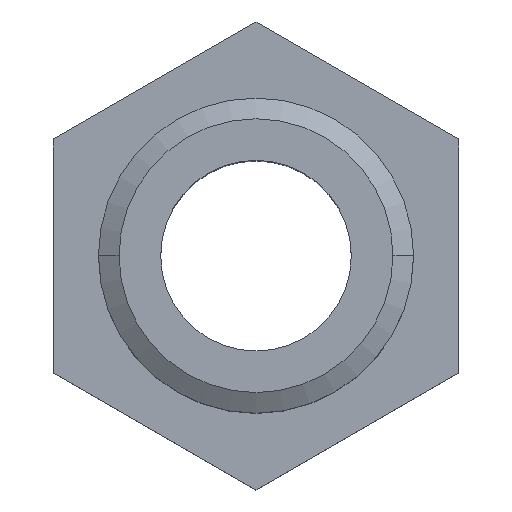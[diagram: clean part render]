
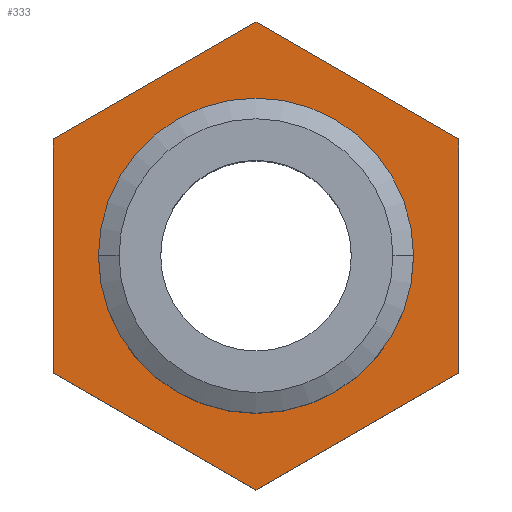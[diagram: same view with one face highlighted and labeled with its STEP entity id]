
A CAD part, top view. The second image highlights one B-rep face of the part: STEP entity #333.
In plain terms, the highlighted planar face has unit normal (0, 0, 1).
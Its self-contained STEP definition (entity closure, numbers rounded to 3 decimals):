
#10 = LINE ( 'NONE', #360, #38 ) ;
#25 = EDGE_LOOP ( 'NONE', ( #223, #153 ) ) ;
#38 = VECTOR ( 'NONE', #700, 1000. ) ;
#40 = CARTESIAN_POINT ( 'NONE',  ( 0., 19.63, -13.5 ) ) ;
#41 = FACE_OUTER_BOUND ( 'NONE', #938, .T. ) ;
#44 = CARTESIAN_POINT ( 'NONE',  ( 0., -19.63, -13.5 ) ) ;
#72 = CARTESIAN_POINT ( 'NONE',  ( 14.224, -11.417, -13.5 ) ) ;
#76 = ORIENTED_EDGE ( 'NONE', *, *, #863, .F. ) ;
#104 = CARTESIAN_POINT ( 'NONE',  ( 17., 9.815, -13.5 ) ) ;
#111 = ORIENTED_EDGE ( 'NONE', *, *, #950, .F. ) ;
#135 = VERTEX_POINT ( 'NONE', #288 ) ;
#147 = CIRCLE ( 'NONE', #776, 13.22 ) ;
#153 = ORIENTED_EDGE ( 'NONE', *, *, #833, .F. ) ;
#156 = CARTESIAN_POINT ( 'NONE',  ( 17., 13.22, -13.5 ) ) ;
#171 = DIRECTION ( 'NONE',  ( 1., 0., 0. ) ) ;
#184 = AXIS2_PLACEMENT_3D ( 'NONE', #726, #1078, #302 ) ;
#197 = LINE ( 'NONE', #541, #274 ) ;
#201 = VERTEX_POINT ( 'NONE', #40 ) ;
#223 = ORIENTED_EDGE ( 'NONE', *, *, #536, .F. ) ;
#274 = VECTOR ( 'NONE', #884, 1000. ) ;
#288 = CARTESIAN_POINT ( 'NONE',  ( -17., -9.815, -13.5 ) ) ;
#292 = ORIENTED_EDGE ( 'NONE', *, *, #623, .F. ) ;
#302 = DIRECTION ( 'NONE',  ( -1., 0., 0. ) ) ;
#314 = DIRECTION ( 'NONE',  ( 1., 0., 0. ) ) ;
#319 = LINE ( 'NONE', #661, #835 ) ;
#333 = ADVANCED_FACE ( 'NONE', ( #815, #41 ), #393, .F. ) ;
#342 = CARTESIAN_POINT ( 'NONE',  ( -2.776, 18.027, -13.5 ) ) ;
#351 = VERTEX_POINT ( 'NONE', #652 ) ;
#357 = ORIENTED_EDGE ( 'NONE', *, *, #986, .F. ) ;
#359 = CARTESIAN_POINT ( 'NONE',  ( 17., -9.815, -13.5 ) ) ;
#360 = CARTESIAN_POINT ( 'NONE',  ( -14.224, -11.417, -13.5 ) ) ;
#393 = PLANE ( 'NONE',  #184 ) ;
#405 = AXIS2_PLACEMENT_3D ( 'NONE', #823, #1086, #314 ) ;
#410 = ORIENTED_EDGE ( 'NONE', *, *, #699, .F. ) ;
#424 = DIRECTION ( 'NONE',  ( -0.866, -0.5, 0. ) ) ;
#484 = EDGE_CURVE ( 'NONE', #1067, #788, #844, .T. ) ;
#495 = VERTEX_POINT ( 'NONE', #762 ) ;
#502 = DIRECTION ( 'NONE',  ( 0., -1., 0. ) ) ;
#536 = EDGE_CURVE ( 'NONE', #351, #900, #147, .T. ) ;
#541 = CARTESIAN_POINT ( 'NONE',  ( -17., 13.22, -13.5 ) ) ;
#605 = CARTESIAN_POINT ( 'NONE',  ( 0., 0., -13.5 ) ) ;
#607 = ORIENTED_EDGE ( 'NONE', *, *, #484, .F. ) ;
#623 = EDGE_CURVE ( 'NONE', #788, #135, #10, .T. ) ;
#652 = CARTESIAN_POINT ( 'NONE',  ( 13.22, 0., -13.5 ) ) ;
#661 = CARTESIAN_POINT ( 'NONE',  ( 2.776, 18.027, -13.5 ) ) ;
#667 = CARTESIAN_POINT ( 'NONE',  ( -13.22, 0., -13.5 ) ) ;
#672 = VECTOR ( 'NONE', #682, 1000. ) ;
#682 = DIRECTION ( 'NONE',  ( 0.866, 0.5, 0. ) ) ;
#687 = VERTEX_POINT ( 'NONE', #104 ) ;
#699 = EDGE_CURVE ( 'NONE', #135, #495, #197, .T. ) ;
#700 = DIRECTION ( 'NONE',  ( -0.866, 0.5, 0. ) ) ;
#721 = VECTOR ( 'NONE', #502, 1000. ) ;
#726 = CARTESIAN_POINT ( 'NONE',  ( 0., 13.22, -13.5 ) ) ;
#762 = CARTESIAN_POINT ( 'NONE',  ( -17., 9.815, -13.5 ) ) ;
#776 = AXIS2_PLACEMENT_3D ( 'NONE', #605, #945, #171 ) ;
#788 = VERTEX_POINT ( 'NONE', #44 ) ;
#815 = FACE_BOUND ( 'NONE', #25, .T. ) ;
#823 = CARTESIAN_POINT ( 'NONE',  ( 0., 0., -13.5 ) ) ;
#833 = EDGE_CURVE ( 'NONE', #900, #351, #885, .T. ) ;
#835 = VECTOR ( 'NONE', #1009, 1000. ) ;
#844 = LINE ( 'NONE', #72, #1034 ) ;
#863 = EDGE_CURVE ( 'NONE', #201, #687, #319, .T. ) ;
#884 = DIRECTION ( 'NONE',  ( 0., 1., 0. ) ) ;
#885 = CIRCLE ( 'NONE', #405, 13.22 ) ;
#900 = VERTEX_POINT ( 'NONE', #667 ) ;
#931 = LINE ( 'NONE', #156, #721 ) ;
#938 = EDGE_LOOP ( 'NONE', ( #607, #111, #76, #357, #410, #292 ) ) ;
#945 = DIRECTION ( 'NONE',  ( 0., 0., 1. ) ) ;
#950 = EDGE_CURVE ( 'NONE', #687, #1067, #931, .T. ) ;
#986 = EDGE_CURVE ( 'NONE', #495, #201, #1113, .T. ) ;
#1009 = DIRECTION ( 'NONE',  ( 0.866, -0.5, 0. ) ) ;
#1034 = VECTOR ( 'NONE', #424, 1000. ) ;
#1067 = VERTEX_POINT ( 'NONE', #359 ) ;
#1078 = DIRECTION ( 'NONE',  ( 0., 0., -1. ) ) ;
#1086 = DIRECTION ( 'NONE',  ( 0., 0., 1. ) ) ;
#1113 = LINE ( 'NONE', #342, #672 ) ;
